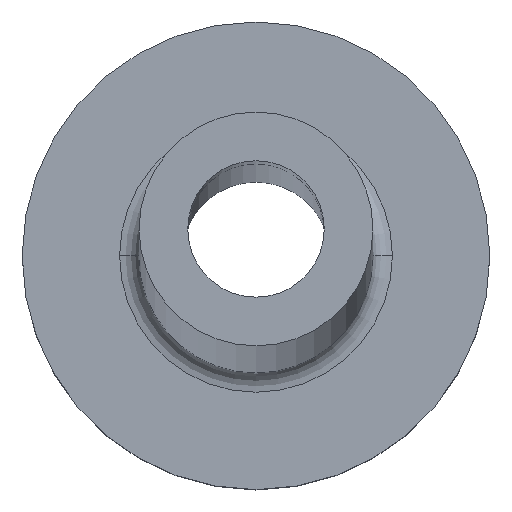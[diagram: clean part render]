
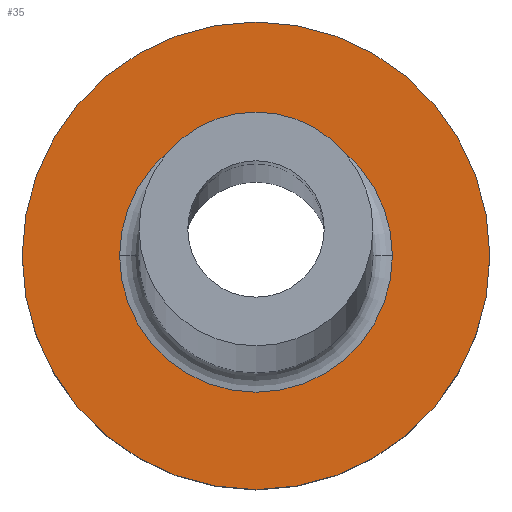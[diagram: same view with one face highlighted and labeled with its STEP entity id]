
A CAD part, top view. The second image highlights one B-rep face of the part: STEP entity #35.
In plain terms, the highlighted planar face has unit normal (0, 0, 1).
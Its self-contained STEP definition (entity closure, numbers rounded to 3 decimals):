
#1 = EDGE_LOOP ( 'NONE', ( #231, #177 ) ) ;
#20 = CARTESIAN_POINT ( 'NONE',  ( 0., 0., 5. ) ) ;
#22 = FACE_OUTER_BOUND ( 'NONE', #1, .T. ) ;
#25 = VERTEX_POINT ( 'NONE', #82 ) ;
#35 = ADVANCED_FACE ( 'NONE', ( #305, #22 ), #193, .T. ) ;
#36 = CARTESIAN_POINT ( 'NONE',  ( 6., 0., 5. ) ) ;
#41 = CIRCLE ( 'NONE', #423, 3.5 ) ;
#46 = AXIS2_PLACEMENT_3D ( 'NONE', #53, #96, #336 ) ;
#53 = CARTESIAN_POINT ( 'NONE',  ( 0., 0., 5. ) ) ;
#57 = VERTEX_POINT ( 'NONE', #129 ) ;
#59 = EDGE_CURVE ( 'NONE', #25, #80, #132, .T. ) ;
#80 = VERTEX_POINT ( 'NONE', #380 ) ;
#82 = CARTESIAN_POINT ( 'NONE',  ( 3.5, 0., 5. ) ) ;
#96 = DIRECTION ( 'NONE',  ( 0., 0., 1. ) ) ;
#100 = DIRECTION ( 'NONE',  ( 0., 0., -1. ) ) ;
#102 = CARTESIAN_POINT ( 'NONE',  ( 0., 0., 5. ) ) ;
#121 = EDGE_CURVE ( 'NONE', #80, #25, #41, .T. ) ;
#127 = EDGE_LOOP ( 'NONE', ( #339, #239 ) ) ;
#129 = CARTESIAN_POINT ( 'NONE',  ( -6., 0., 5. ) ) ;
#132 = CIRCLE ( 'NONE', #227, 3.5 ) ;
#137 = DIRECTION ( 'NONE',  ( 0., 0., -1. ) ) ;
#151 = EDGE_CURVE ( 'NONE', #282, #57, #333, .T. ) ;
#165 = EDGE_CURVE ( 'NONE', #57, #282, #371, .T. ) ;
#177 = ORIENTED_EDGE ( 'NONE', *, *, #151, .T. ) ;
#192 = DIRECTION ( 'NONE',  ( 1., 0., 0. ) ) ;
#193 = PLANE ( 'NONE',  #435 ) ;
#227 = AXIS2_PLACEMENT_3D ( 'NONE', #383, #137, #338 ) ;
#231 = ORIENTED_EDGE ( 'NONE', *, *, #165, .T. ) ;
#236 = DIRECTION ( 'NONE',  ( 0., 0., 1. ) ) ;
#239 = ORIENTED_EDGE ( 'NONE', *, *, #121, .T. ) ;
#252 = AXIS2_PLACEMENT_3D ( 'NONE', #102, #417, #192 ) ;
#267 = CARTESIAN_POINT ( 'NONE',  ( 0., 0., 5. ) ) ;
#270 = DIRECTION ( 'NONE',  ( 1., 0., 0. ) ) ;
#282 = VERTEX_POINT ( 'NONE', #36 ) ;
#299 = DIRECTION ( 'NONE',  ( 1., 0., 0. ) ) ;
#305 = FACE_BOUND ( 'NONE', #127, .T. ) ;
#333 = CIRCLE ( 'NONE', #252, 6. ) ;
#336 = DIRECTION ( 'NONE',  ( 1., 0., 0. ) ) ;
#338 = DIRECTION ( 'NONE',  ( 1., 0., 0. ) ) ;
#339 = ORIENTED_EDGE ( 'NONE', *, *, #59, .T. ) ;
#371 = CIRCLE ( 'NONE', #46, 6. ) ;
#380 = CARTESIAN_POINT ( 'NONE',  ( -3.5, 0., 5. ) ) ;
#383 = CARTESIAN_POINT ( 'NONE',  ( 0., 0., 5. ) ) ;
#417 = DIRECTION ( 'NONE',  ( 0., 0., 1. ) ) ;
#423 = AXIS2_PLACEMENT_3D ( 'NONE', #267, #100, #270 ) ;
#435 = AXIS2_PLACEMENT_3D ( 'NONE', #20, #236, #299 ) ;
